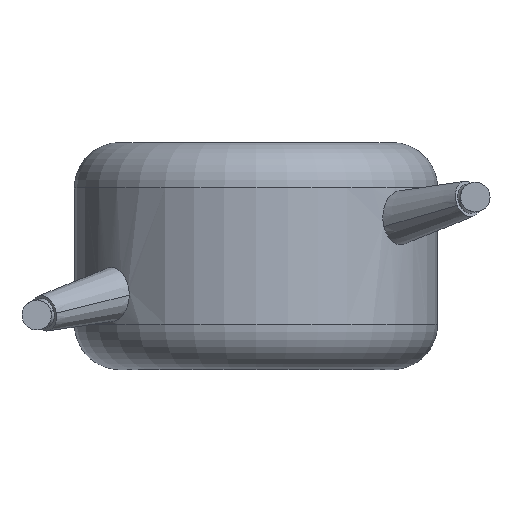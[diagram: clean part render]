
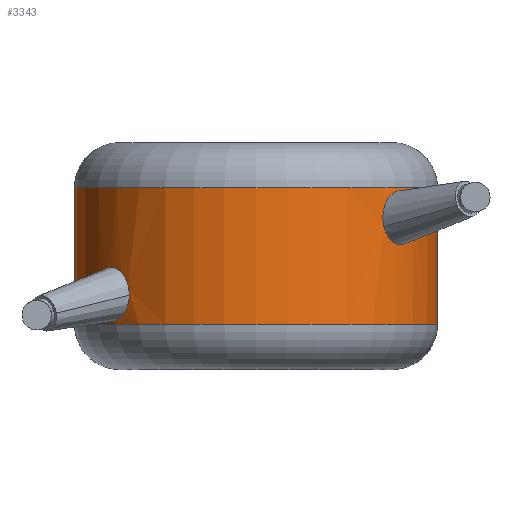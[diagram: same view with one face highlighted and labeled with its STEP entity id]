
A CAD part, front view. The second image highlights one B-rep face of the part: STEP entity #3343.
In plain terms, the highlighted cylindrical face has radius 4 mm (diameter 8 mm), a partial arc.
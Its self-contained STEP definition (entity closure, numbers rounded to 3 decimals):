
#18 = CARTESIAN_POINT ( 'NONE',  ( 2.816, -2.841, 3.15 ) ) ;
#24 = FACE_BOUND ( 'NONE', #3396, .T. ) ;
#101 = CARTESIAN_POINT ( 'NONE',  ( -3.506, -1.925, 1.51 ) ) ;
#126 = CARTESIAN_POINT ( 'NONE',  ( -3.363, -2.168, 1.137 ) ) ;
#142 = CARTESIAN_POINT ( 'NONE',  ( 2.961, -2.693, 3.856 ) ) ;
#160 = DIRECTION ( 'NONE',  ( 0., 0., -1. ) ) ;
#215 = VERTEX_POINT ( 'NONE', #1908 ) ;
#251 = CARTESIAN_POINT ( 'NONE',  ( -3.501, -1.934, 1.823 ) ) ;
#271 = ORIENTED_EDGE ( 'NONE', *, *, #3539, .F. ) ;
#275 = CARTESIAN_POINT ( 'NONE',  ( 0., 0., 4. ) ) ;
#286 = EDGE_CURVE ( 'NONE', #2651, #3170, #2505, .T. ) ;
#307 = VERTEX_POINT ( 'NONE', #536 ) ;
#315 = CARTESIAN_POINT ( 'NONE',  ( 3.515, -1.91, 3.233 ) ) ;
#405 = CARTESIAN_POINT ( 'NONE',  ( -3.141, -2.477, 1.057 ) ) ;
#413 = CARTESIAN_POINT ( 'NONE',  ( 3.486, -1.961, 3.548 ) ) ;
#442 = CARTESIAN_POINT ( 'NONE',  ( 2.816, -2.841, 3.15 ) ) ;
#471 = CARTESIAN_POINT ( 'NONE',  ( 4., 0., 4. ) ) ;
#536 = CARTESIAN_POINT ( 'NONE',  ( -4., 0., 1. ) ) ;
#543 = DIRECTION ( 'NONE',  ( 0., 0., -1. ) ) ;
#584 = CARTESIAN_POINT ( 'NONE',  ( 2.835, -2.822, 3.076 ) ) ;
#660 = CARTESIAN_POINT ( 'NONE',  ( -3.092, -2.538, 1.07 ) ) ;
#708 = CARTESIAN_POINT ( 'NONE',  ( 2.816, -2.841, 3.15 ) ) ;
#734 = CARTESIAN_POINT ( 'NONE',  ( 3.148, -2.472, 3.96 ) ) ;
#748 = CARTESIAN_POINT ( 'NONE',  ( -2.794, -2.863, 1.486 ) ) ;
#761 = VERTEX_POINT ( 'NONE', #2256 ) ;
#790 = CARTESIAN_POINT ( 'NONE',  ( 0., 0., 5. ) ) ;
#823 = DIRECTION ( 'NONE',  ( 0., 0., -1. ) ) ;
#826 = CARTESIAN_POINT ( 'NONE',  ( -3.085, -2.551, 2.245 ) ) ;
#883 = CARTESIAN_POINT ( 'NONE',  ( 2.864, -2.793, 3.007 ) ) ;
#894 = VERTEX_POINT ( 'NONE', #3694 ) ;
#901 = CARTESIAN_POINT ( 'NONE',  ( 3.388, -2.132, 2.835 ) ) ;
#903 = ORIENTED_EDGE ( 'NONE', *, *, #286, .T. ) ;
#945 = CARTESIAN_POINT ( 'NONE',  ( -3.475, -1.984, 1.359 ) ) ;
#957 = CARTESIAN_POINT ( 'NONE',  ( -2.998, -2.649, 1.126 ) ) ;
#1012 = LINE ( 'NONE', #3603, #2703 ) ;
#1083 = EDGE_LOOP ( 'NONE', ( #271, #903, #1162, #2361 ) ) ;
#1156 = CARTESIAN_POINT ( 'NONE',  ( 2.979, -2.67, 2.843 ) ) ;
#1162 = ORIENTED_EDGE ( 'NONE', *, *, #3373, .T. ) ;
#1222 = EDGE_CURVE ( 'NONE', #761, #215, #1818, .T. ) ;
#1228 = CARTESIAN_POINT ( 'NONE',  ( -3.281, -2.294, 1.066 ) ) ;
#1253 = ORIENTED_EDGE ( 'NONE', *, *, #1417, .F. ) ;
#1273 = EDGE_CURVE ( 'NONE', #2028, #2644, #1583, .T. ) ;
#1314 = B_SPLINE_CURVE_WITH_KNOTS ( 'NONE', 3,
 ( #18, #584, #883, #2046, #1156, #1748, #2870, #901, #3147, #315, #1462, #3429 ),
 .UNSPECIFIED., .F., .F.,
 ( 4, 2, 2, 2, 2, 4 ),
 ( 0.003, 0.004, 0.004, 0.004, 0.005, 0.005 ),
 .UNSPECIFIED. ) ;
#1367 = ORIENTED_EDGE ( 'NONE', *, *, #3481, .F. ) ;
#1417 = EDGE_CURVE ( 'NONE', #215, #761, #3208, .T. ) ;
#1418 = CARTESIAN_POINT ( 'NONE',  ( -3.362, -2.17, 2.194 ) ) ;
#1431 = CARTESIAN_POINT ( 'NONE',  ( -3.508, -1.923, 1.666 ) ) ;
#1462 = CARTESIAN_POINT ( 'NONE',  ( 3.515, -1.91, 3.402 ) ) ;
#1470 = CARTESIAN_POINT ( 'NONE',  ( -4., 0., 4. ) ) ;
#1569 = CARTESIAN_POINT ( 'NONE',  ( -3.508, -1.923, 1.666 ) ) ;
#1576 = FACE_OUTER_BOUND ( 'NONE', #1083, .T. ) ;
#1583 = B_SPLINE_CURVE_WITH_KNOTS ( 'NONE', 3,
 ( #413, #3297, #3598, #2471, #734, #142, #3311, #2728, #2483, #708 ),
 .UNSPECIFIED., .F., .F.,
 ( 4, 2, 2, 2, 4 ),
 ( 0.002, 0.002, 0.003, 0.003, 0.003 ),
 .UNSPECIFIED. ) ;
#1683 = CARTESIAN_POINT ( 'NONE',  ( -3.275, -2.302, 2.254 ) ) ;
#1748 = CARTESIAN_POINT ( 'NONE',  ( 3.119, -2.508, 2.741 ) ) ;
#1818 = B_SPLINE_CURVE_WITH_KNOTS ( 'NONE', 3,
 ( #1569, #101, #945, #126, #1228, #405, #660, #957, #2173, #3586, #748, #2739 ),
 .UNSPECIFIED., .F., .F.,
 ( 4, 2, 2, 2, 2, 4 ),
 ( 0.003, 0.003, 0.003, 0.004, 0.004, 0.004 ),
 .UNSPECIFIED. ) ;
#1907 = CARTESIAN_POINT ( 'NONE',  ( 3.486, -1.961, 3.548 ) ) ;
#1908 = CARTESIAN_POINT ( 'NONE',  ( -2.792, -2.865, 1.64 ) ) ;
#1936 = CARTESIAN_POINT ( 'NONE',  ( 4., 0., 5. ) ) ;
#1990 = CARTESIAN_POINT ( 'NONE',  ( -3.449, -2.026, 2.033 ) ) ;
#2000 = EDGE_LOOP ( 'NONE', ( #1253, #3024 ) ) ;
#2028 = VERTEX_POINT ( 'NONE', #1907 ) ;
#2046 = CARTESIAN_POINT ( 'NONE',  ( 2.936, -2.717, 2.89 ) ) ;
#2068 = LINE ( 'NONE', #1936, #2930 ) ;
#2173 = CARTESIAN_POINT ( 'NONE',  ( -2.954, -2.698, 1.169 ) ) ;
#2194 = FACE_BOUND ( 'NONE', #2000, .T. ) ;
#2218 = CARTESIAN_POINT ( 'NONE',  ( -2.792, -2.865, 1.64 ) ) ;
#2256 = CARTESIAN_POINT ( 'NONE',  ( -3.508, -1.923, 1.666 ) ) ;
#2361 = ORIENTED_EDGE ( 'NONE', *, *, #2659, .T. ) ;
#2471 = CARTESIAN_POINT ( 'NONE',  ( 3.248, -2.338, 3.947 ) ) ;
#2483 = CARTESIAN_POINT ( 'NONE',  ( 2.78, -2.877, 3.295 ) ) ;
#2494 = DIRECTION ( 'NONE',  ( 1., 0., 0. ) ) ;
#2500 = DIRECTION ( 'NONE',  ( 0., 0., -1. ) ) ;
#2505 = CIRCLE ( 'NONE', #2963, 4. ) ;
#2520 = CARTESIAN_POINT ( 'NONE',  ( -3.472, -1.987, 1.967 ) ) ;
#2593 = AXIS2_PLACEMENT_3D ( 'NONE', #790, #160, #2730 ) ;
#2644 = VERTEX_POINT ( 'NONE', #442 ) ;
#2651 = VERTEX_POINT ( 'NONE', #471 ) ;
#2659 = EDGE_CURVE ( 'NONE', #307, #894, #3559, .T. ) ;
#2703 = VECTOR ( 'NONE', #543, 1000. ) ;
#2728 = CARTESIAN_POINT ( 'NONE',  ( 2.785, -2.872, 3.46 ) ) ;
#2730 = DIRECTION ( 'NONE',  ( -1., 0., 0. ) ) ;
#2739 = CARTESIAN_POINT ( 'NONE',  ( -2.792, -2.865, 1.64 ) ) ;
#2870 = CARTESIAN_POINT ( 'NONE',  ( 3.222, -2.375, 2.732 ) ) ;
#2930 = VECTOR ( 'NONE', #2500, 1000. ) ;
#2963 = AXIS2_PLACEMENT_3D ( 'NONE', #275, #823, #3416 ) ;
#2969 = CYLINDRICAL_SURFACE ( 'NONE', #2593, 4. ) ;
#2975 = CARTESIAN_POINT ( 'NONE',  ( 0., 0., 1. ) ) ;
#3024 = ORIENTED_EDGE ( 'NONE', *, *, #1222, .F. ) ;
#3093 = CARTESIAN_POINT ( 'NONE',  ( -2.983, -2.667, 2.178 ) ) ;
#3147 = CARTESIAN_POINT ( 'NONE',  ( 3.452, -2.022, 2.948 ) ) ;
#3170 = VERTEX_POINT ( 'NONE', #1470 ) ;
#3208 = B_SPLINE_CURVE_WITH_KNOTS ( 'NONE', 3,
 ( #2218, #3687, #3362, #3093, #826, #1683, #1418, #1990, #2520, #251, #3659, #1431 ),
 .UNSPECIFIED., .F., .F.,
 ( 4, 2, 2, 2, 2, 4 ),
 ( 0.001, 0.001, 0.002, 0.002, 0.002, 0.003 ),
 .UNSPECIFIED. ) ;
#3297 = CARTESIAN_POINT ( 'NONE',  ( 3.458, -2.011, 3.692 ) ) ;
#3311 = CARTESIAN_POINT ( 'NONE',  ( 2.876, -2.78, 3.742 ) ) ;
#3313 = DIRECTION ( 'NONE',  ( 0., 0., 1. ) ) ;
#3343 = ADVANCED_FACE ( 'NONE', ( #1576, #2194, #24 ), #2969, .T. ) ;
#3362 = CARTESIAN_POINT ( 'NONE',  ( -2.834, -2.824, 1.953 ) ) ;
#3373 = EDGE_CURVE ( 'NONE', #3170, #307, #1012, .T. ) ;
#3396 = EDGE_LOOP ( 'NONE', ( #1367, #3574 ) ) ;
#3416 = DIRECTION ( 'NONE',  ( 1., 0., 0. ) ) ;
#3419 = AXIS2_PLACEMENT_3D ( 'NONE', #2975, #3313, #2494 ) ;
#3429 = CARTESIAN_POINT ( 'NONE',  ( 3.486, -1.961, 3.548 ) ) ;
#3481 = EDGE_CURVE ( 'NONE', #2644, #2028, #1314, .T. ) ;
#3539 = EDGE_CURVE ( 'NONE', #2651, #894, #2068, .T. ) ;
#3559 = CIRCLE ( 'NONE', #3419, 4. ) ;
#3574 = ORIENTED_EDGE ( 'NONE', *, *, #1273, .F. ) ;
#3586 = CARTESIAN_POINT ( 'NONE',  ( -2.84, -2.819, 1.333 ) ) ;
#3598 = CARTESIAN_POINT ( 'NONE',  ( 3.402, -2.109, 3.812 ) ) ;
#3603 = CARTESIAN_POINT ( 'NONE',  ( -4., 0., 5. ) ) ;
#3659 = CARTESIAN_POINT ( 'NONE',  ( -3.508, -1.921, 1.744 ) ) ;
#3687 = CARTESIAN_POINT ( 'NONE',  ( -2.79, -2.866, 1.796 ) ) ;
#3694 = CARTESIAN_POINT ( 'NONE',  ( 4., 0., 1. ) ) ;
